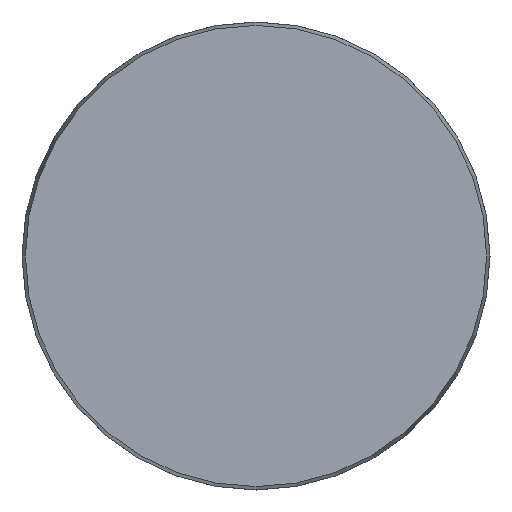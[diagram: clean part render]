
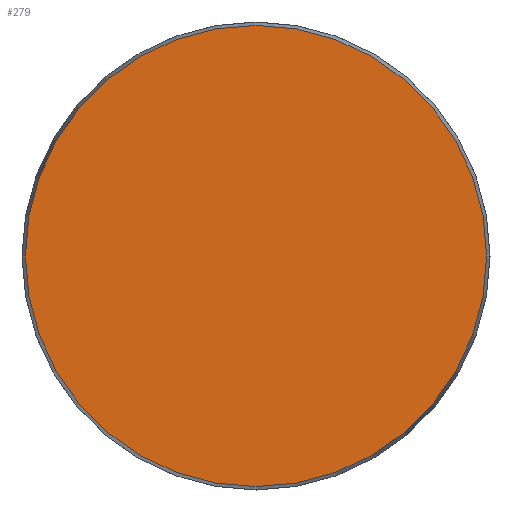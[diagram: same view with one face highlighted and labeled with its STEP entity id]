
A CAD part, front view. The second image highlights one B-rep face of the part: STEP entity #279.
In plain terms, the highlighted planar face has unit normal (0, -1, 0).
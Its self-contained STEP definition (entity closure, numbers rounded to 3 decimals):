
#10 = AXIS2_PLACEMENT_3D ( 'NONE', #159, #320, #550 ) ;
#89 = FACE_OUTER_BOUND ( 'NONE', #437, .T. ) ;
#159 = CARTESIAN_POINT ( 'NONE',  ( 0., 0., 0. ) ) ;
#188 = ORIENTED_EDGE ( 'NONE', *, *, #418, .T. ) ;
#246 = PLANE ( 'NONE',  #337 ) ;
#274 = DIRECTION ( 'NONE',  ( 0., 0., 1. ) ) ;
#279 = ADVANCED_FACE ( 'NONE', ( #89 ), #246, .F. ) ;
#300 = VERTEX_POINT ( 'NONE', #429 ) ;
#316 = CARTESIAN_POINT ( 'NONE',  ( -38.425, 0., 0. ) ) ;
#320 = DIRECTION ( 'NONE',  ( 0., -1., 0. ) ) ;
#337 = AXIS2_PLACEMENT_3D ( 'NONE', #316, #452, #274 ) ;
#418 = EDGE_CURVE ( 'NONE', #300, #300, #420, .T. ) ;
#420 = CIRCLE ( 'NONE', #10, 38.425 ) ;
#429 = CARTESIAN_POINT ( 'NONE',  ( 0., 0., -38.425 ) ) ;
#437 = EDGE_LOOP ( 'NONE', ( #188 ) ) ;
#452 = DIRECTION ( 'NONE',  ( 0., 1., 0. ) ) ;
#550 = DIRECTION ( 'NONE',  ( 0., 0., -1. ) ) ;
